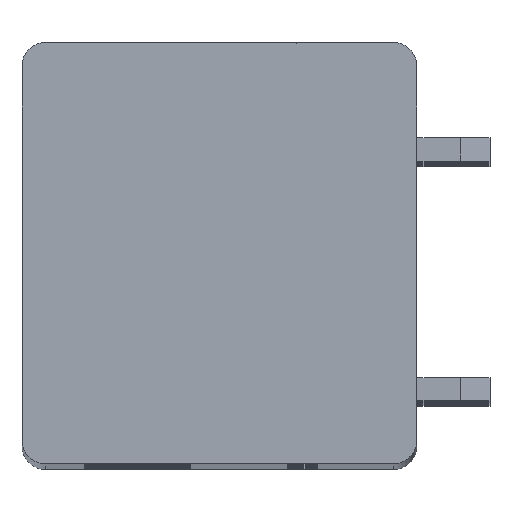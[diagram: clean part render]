
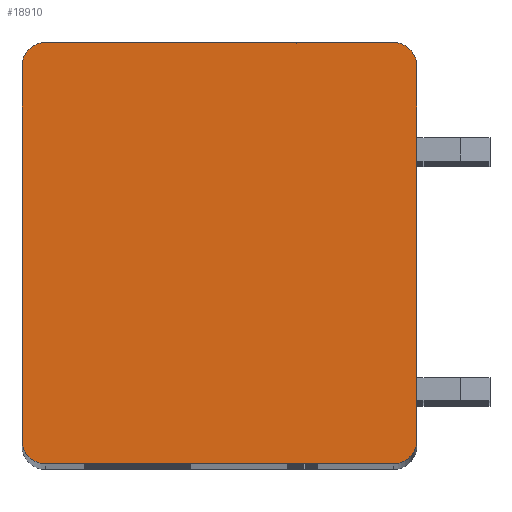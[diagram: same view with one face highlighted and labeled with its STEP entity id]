
A CAD part, top view. The second image highlights one B-rep face of the part: STEP entity #18910.
In plain terms, the highlighted planar face has unit normal (0, 0, 1).
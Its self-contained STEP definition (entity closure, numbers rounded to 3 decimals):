
#2923=CARTESIAN_POINT('',(-5.95,6.4,2.5));
#2924=DIRECTION('',(0.,0.,1.));
#2925=DIRECTION('',(0.,1.,0.));
#2926=AXIS2_PLACEMENT_3D('',#2923,#2924,#2925);
#2928=DIRECTION('',(-1.,0.,0.));
#2929=VECTOR('',#2928,11.9);
#2930=CARTESIAN_POINT('',(5.95,7.2,2.5));
#2931=LINE('',#2930,#2929);
#2932=CARTESIAN_POINT('',(5.95,6.4,2.5));
#2933=DIRECTION('',(0.,0.,1.));
#2934=DIRECTION('',(1.,0.,0.));
#2935=AXIS2_PLACEMENT_3D('',#2932,#2933,#2934);
#2937=DIRECTION('',(0.,1.,0.));
#2938=VECTOR('',#2937,12.8);
#2939=CARTESIAN_POINT('',(6.75,-6.4,2.5));
#2940=LINE('',#2939,#2938);
#2941=CARTESIAN_POINT('',(5.95,-6.4,2.5));
#2942=DIRECTION('',(0.,0.,1.));
#2943=DIRECTION('',(0.,-1.,0.));
#2944=AXIS2_PLACEMENT_3D('',#2941,#2942,#2943);
#2946=DIRECTION('',(1.,0.,0.));
#2947=VECTOR('',#2946,11.9);
#2948=CARTESIAN_POINT('',(-5.95,-7.2,2.5));
#2949=LINE('',#2948,#2947);
#2950=CARTESIAN_POINT('',(-5.95,-6.4,2.5));
#2951=DIRECTION('',(0.,0.,1.));
#2952=DIRECTION('',(-1.,0.,0.));
#2953=AXIS2_PLACEMENT_3D('',#2950,#2951,#2952);
#2955=DIRECTION('',(0.,-1.,0.));
#2956=VECTOR('',#2955,12.8);
#2957=CARTESIAN_POINT('',(-6.75,6.4,2.5));
#2958=LINE('',#2957,#2956);
#13655=CARTESIAN_POINT('',(-5.95,7.2,2.5));
#13656=VERTEX_POINT('',#13655);
#13657=CARTESIAN_POINT('',(-6.75,6.4,2.5));
#13658=VERTEX_POINT('',#13657);
#13663=CARTESIAN_POINT('',(6.75,6.4,2.5));
#13664=VERTEX_POINT('',#13663);
#13665=CARTESIAN_POINT('',(5.95,7.2,2.5));
#13666=VERTEX_POINT('',#13665);
#13671=CARTESIAN_POINT('',(-6.75,-6.4,2.5));
#13672=VERTEX_POINT('',#13671);
#13673=CARTESIAN_POINT('',(-5.95,-7.2,2.5));
#13674=VERTEX_POINT('',#13673);
#13679=CARTESIAN_POINT('',(5.95,-7.2,2.5));
#13680=VERTEX_POINT('',#13679);
#13681=CARTESIAN_POINT('',(6.75,-6.4,2.5));
#13682=VERTEX_POINT('',#13681);
#18895=CARTESIAN_POINT('',(0.,0.,2.5));
#18896=DIRECTION('',(0.,0.,1.));
#18897=DIRECTION('',(1.,0.,0.));
#18898=AXIS2_PLACEMENT_3D('',#18895,#18896,#18897);
#18899=PLANE('',#18898);
#18900=ORIENTED_EDGE('',*,*,#17207,.F.);
#18901=ORIENTED_EDGE('',*,*,#17223,.F.);
#18902=ORIENTED_EDGE('',*,*,#17764,.F.);
#18903=ORIENTED_EDGE('',*,*,#17779,.F.);
#18904=ORIENTED_EDGE('',*,*,#18232,.F.);
#18905=ORIENTED_EDGE('',*,*,#18245,.F.);
#18906=ORIENTED_EDGE('',*,*,#18876,.F.);
#18907=ORIENTED_EDGE('',*,*,#18888,.F.);
#18908=EDGE_LOOP('',(#18900,#18901,#18902,#18903,#18904,#18905,#18906,#18907));
#18909=FACE_OUTER_BOUND('',#18908,.F.);
#2927=CIRCLE('',#2926,0.8);
#2936=CIRCLE('',#2935,0.8);
#2945=CIRCLE('',#2944,0.8);
#2954=CIRCLE('',#2953,0.8);
#17207=EDGE_CURVE('',#13656,#13658,#2927,.T.);
#17223=EDGE_CURVE('',#13666,#13656,#2931,.T.);
#17764=EDGE_CURVE('',#13664,#13666,#2936,.T.);
#17779=EDGE_CURVE('',#13682,#13664,#2940,.T.);
#18232=EDGE_CURVE('',#13680,#13682,#2945,.T.);
#18245=EDGE_CURVE('',#13674,#13680,#2949,.T.);
#18876=EDGE_CURVE('',#13672,#13674,#2954,.T.);
#18888=EDGE_CURVE('',#13658,#13672,#2958,.T.);
#18910=ADVANCED_FACE('',(#18909),#18899,.T.);
